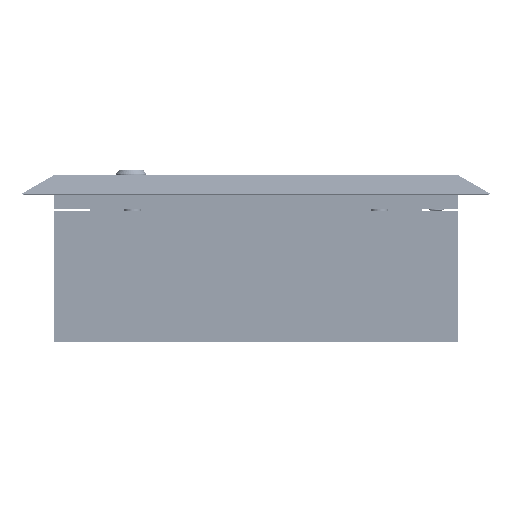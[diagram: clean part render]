
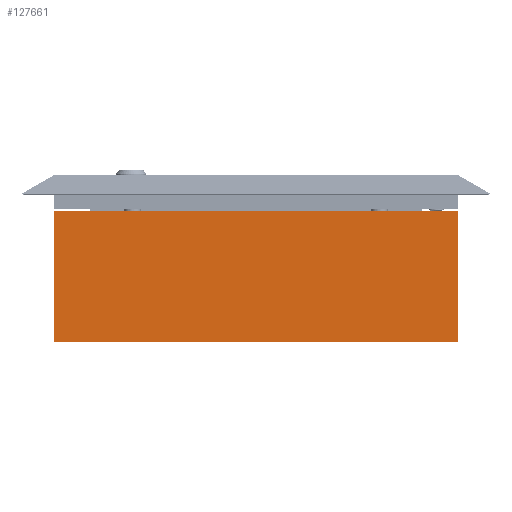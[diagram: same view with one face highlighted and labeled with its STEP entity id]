
A CAD part, front view. The second image highlights one B-rep face of the part: STEP entity #127661.
In plain terms, the highlighted planar face has unit normal (0, -1, 0).
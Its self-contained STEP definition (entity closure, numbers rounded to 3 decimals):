
#25096 = VECTOR ( 'NONE', #411127, 1000. ) ;
#29569 = CARTESIAN_POINT ( 'NONE',  ( -156.355, -706.28, 452.919 ) ) ;
#48021 = LINE ( 'NONE', #371543, #25096 ) ;
#48249 = PLANE ( 'NONE',  #470417 ) ;
#79830 = VERTEX_POINT ( 'NONE', #392480 ) ;
#81596 = DIRECTION ( 'NONE',  ( 1., 0., 0. ) ) ;
#81987 = ORIENTED_EDGE ( 'NONE', *, *, #246668, .F. ) ;
#84199 = CARTESIAN_POINT ( 'NONE',  ( -156.355, -706.28, 554.919 ) ) ;
#92462 = ORIENTED_EDGE ( 'NONE', *, *, #345931, .F. ) ;
#97306 = CARTESIAN_POINT ( 'NONE',  ( -313.855, -706.28, 554.919 ) ) ;
#99258 = CARTESIAN_POINT ( 'NONE',  ( 1.145, -706.28, 452.119 ) ) ;
#127661 = ADVANCED_FACE ( 'NONE', ( #408698 ), #48249, .F. ) ;
#140202 = CARTESIAN_POINT ( 'NONE',  ( 1.145, -706.28, 458.576 ) ) ;
#185063 = VECTOR ( 'NONE', #345236, 1000. ) ;
#217653 = VECTOR ( 'NONE', #81596, 1000. ) ;
#219706 = CARTESIAN_POINT ( 'NONE',  ( -156.355, -706.28, 452.119 ) ) ;
#220141 = CARTESIAN_POINT ( 'NONE',  ( -313.855, -706.28, 452.119 ) ) ;
#246668 = EDGE_CURVE ( 'NONE', #335518, #79830, #444837, .T. ) ;
#263422 = EDGE_CURVE ( 'NONE', #335518, #299340, #48021, .T. ) ;
#290879 = VERTEX_POINT ( 'NONE', #99258 ) ;
#299340 = VERTEX_POINT ( 'NONE', #220141 ) ;
#306071 = ORIENTED_EDGE ( 'NONE', *, *, #263422, .T. ) ;
#330302 = ORIENTED_EDGE ( 'NONE', *, *, #462515, .T. ) ;
#335518 = VERTEX_POINT ( 'NONE', #97306 ) ;
#341047 = VECTOR ( 'NONE', #506722, 1000. ) ;
#342628 = DIRECTION ( 'NONE',  ( 0., 1., 0. ) ) ;
#345236 = DIRECTION ( 'NONE',  ( 0., 0., -1. ) ) ;
#345931 = EDGE_CURVE ( 'NONE', #79830, #290879, #463907, .T. ) ;
#371543 = CARTESIAN_POINT ( 'NONE',  ( -313.855, -706.28, 458.576 ) ) ;
#387319 = DIRECTION ( 'NONE',  ( 0., 0., 1. ) ) ;
#392480 = CARTESIAN_POINT ( 'NONE',  ( 1.145, -706.28, 554.919 ) ) ;
#405146 = EDGE_LOOP ( 'NONE', ( #330302, #92462, #81987, #306071 ) ) ;
#408698 = FACE_OUTER_BOUND ( 'NONE', #405146, .T. ) ;
#411127 = DIRECTION ( 'NONE',  ( 0., 0., -1. ) ) ;
#427506 = LINE ( 'NONE', #219706, #341047 ) ;
#444837 = LINE ( 'NONE', #84199, #217653 ) ;
#462515 = EDGE_CURVE ( 'NONE', #299340, #290879, #427506, .T. ) ;
#463907 = LINE ( 'NONE', #140202, #185063 ) ;
#470417 = AXIS2_PLACEMENT_3D ( 'NONE', #29569, #342628, #387319 ) ;
#506722 = DIRECTION ( 'NONE',  ( 1., 0., 0. ) ) ;
